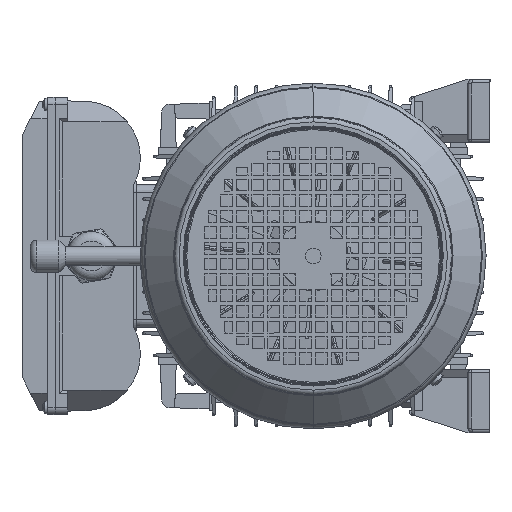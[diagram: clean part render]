
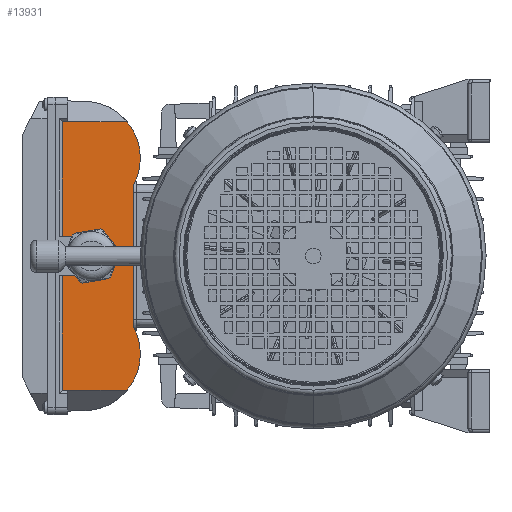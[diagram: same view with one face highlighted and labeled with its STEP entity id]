
A CAD part, left-side view. The second image highlights one B-rep face of the part: STEP entity #13931.
In plain terms, the highlighted face is planar.
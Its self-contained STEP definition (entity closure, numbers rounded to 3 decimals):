
#252 = LINE ( 'NONE', #115078, #101288 ) ;
#1833 = CARTESIAN_POINT ( 'NONE',  ( 12.5, 1.75, -68. ) ) ;
#3054 = CARTESIAN_POINT ( 'NONE',  ( 12.5, 20.25, -68. ) ) ;
#3889 = VERTEX_POINT ( 'NONE', #98934 ) ;
#4031 = DIRECTION ( 'NONE',  ( 1., 0., 0. ) ) ;
#4539 = ORIENTED_EDGE ( 'NONE', *, *, #113723, .F. ) ;
#8579 = DIRECTION ( 'NONE',  ( 0., 1., 0. ) ) ;
#9109 = ORIENTED_EDGE ( 'NONE', *, *, #12205, .T. ) ;
#9860 = ORIENTED_EDGE ( 'NONE', *, *, #69673, .T. ) ;
#10034 = EDGE_CURVE ( 'NONE', #27358, #25123, #79871, .T. ) ;
#10447 = CARTESIAN_POINT ( 'NONE',  ( -62., 6.75, -68. ) ) ;
#11622 = ORIENTED_EDGE ( 'NONE', *, *, #10034, .F. ) ;
#12205 = EDGE_CURVE ( 'NONE', #24588, #86815, #116223, .T. ) ;
#13363 = CIRCLE ( 'NONE', #81595, 12.5 ) ;
#13931 = ADVANCED_FACE ( 'NONE', ( #123556 ), #122671, .F. ) ;
#14144 = DIRECTION ( 'NONE',  ( 1., 0., 0. ) ) ;
#14961 = LINE ( 'NONE', #1833, #67348 ) ;
#17169 = DIRECTION ( 'NONE',  ( 0., 0., -1. ) ) ;
#17254 = CARTESIAN_POINT ( 'NONE',  ( 85.065, 16.75, -68. ) ) ;
#21042 = EDGE_CURVE ( 'NONE', #44718, #124132, #14961, .T. ) ;
#21309 = ORIENTED_EDGE ( 'NONE', *, *, #53876, .F. ) ;
#21798 = CARTESIAN_POINT ( 'NONE',  ( -85.065, -29.25, -68. ) ) ;
#22578 = VERTEX_POINT ( 'NONE', #23054 ) ;
#22604 = CARTESIAN_POINT ( 'NONE',  ( 85.065, 20.25, -68. ) ) ;
#23054 = CARTESIAN_POINT ( 'NONE',  ( -85.065, 16.75, -68. ) ) ;
#24588 = VERTEX_POINT ( 'NONE', #31643 ) ;
#25116 = CARTESIAN_POINT ( 'NONE',  ( 85.065, -20.891, -68. ) ) ;
#25123 = VERTEX_POINT ( 'NONE', #17254 ) ;
#26214 = DIRECTION ( 'NONE',  ( 1., 0., 0. ) ) ;
#27323 = DIRECTION ( 'NONE',  ( 0., 0., 1. ) ) ;
#27358 = VERTEX_POINT ( 'NONE', #25116 ) ;
#29250 = EDGE_CURVE ( 'NONE', #45411, #22578, #56772, .T. ) ;
#29987 = CARTESIAN_POINT ( 'NONE',  ( 44.572, -24.75, -68. ) ) ;
#30602 = DIRECTION ( 'NONE',  ( 0., 1., 0. ) ) ;
#31643 = CARTESIAN_POINT ( 'NONE',  ( -85.065, 20.25, -68. ) ) ;
#34413 = ORIENTED_EDGE ( 'NONE', *, *, #29250, .T. ) ;
#35567 = ORIENTED_EDGE ( 'NONE', *, *, #87082, .F. ) ;
#38101 = VECTOR ( 'NONE', #8579, 1000. ) ;
#38689 = VECTOR ( 'NONE', #90092, 1000. ) ;
#39361 = CARTESIAN_POINT ( 'NONE',  ( -44.572, -24.75, -68. ) ) ;
#40469 = CARTESIAN_POINT ( 'NONE',  ( 62., 6.75, -68. ) ) ;
#41516 = AXIS2_PLACEMENT_3D ( 'NONE', #40469, #27323, #14144 ) ;
#41533 = CARTESIAN_POINT ( 'NONE',  ( -85.065, -20.891, -68. ) ) ;
#43113 = VERTEX_POINT ( 'NONE', #22604 ) ;
#43472 = CARTESIAN_POINT ( 'NONE',  ( 0., 1.75, -68. ) ) ;
#43706 = CARTESIAN_POINT ( 'NONE',  ( -85.065, -45.25, -68. ) ) ;
#44208 = EDGE_LOOP ( 'NONE', ( #9109, #123917, #4539, #115989, #9860, #117628, #11622, #79560, #35567, #21309, #34413, #57595 ) ) ;
#44718 = VERTEX_POINT ( 'NONE', #3054 ) ;
#45197 = VERTEX_POINT ( 'NONE', #29987 ) ;
#45411 = VERTEX_POINT ( 'NONE', #41533 ) ;
#47852 = DIRECTION ( 'NONE',  ( 1., 0., 0. ) ) ;
#48196 = EDGE_CURVE ( 'NONE', #45197, #27358, #126111, .T. ) ;
#48792 = VECTOR ( 'NONE', #52066, 1000. ) ;
#52066 = DIRECTION ( 'NONE',  ( 0., -1., 0. ) ) ;
#53330 = CARTESIAN_POINT ( 'NONE',  ( -44.572, -24.75, -68. ) ) ;
#53715 = DIRECTION ( 'NONE',  ( 0., 1., 0. ) ) ;
#53876 = EDGE_CURVE ( 'NONE', #45411, #119397, #62967, .T. ) ;
#54199 = EDGE_CURVE ( 'NONE', #43113, #25123, #78197, .T. ) ;
#56772 = LINE ( 'NONE', #43706, #117415 ) ;
#57595 = ORIENTED_EDGE ( 'NONE', *, *, #103634, .T. ) ;
#60962 = CARTESIAN_POINT ( 'NONE',  ( -119.5, 20.25, -68. ) ) ;
#61100 = LINE ( 'NONE', #21798, #38101 ) ;
#62967 = CIRCLE ( 'NONE', #122932, 36. ) ;
#65119 = CARTESIAN_POINT ( 'NONE',  ( 85.065, -29.25, -68. ) ) ;
#65287 = CARTESIAN_POINT ( 'NONE',  ( 12.5, 1.75, -68. ) ) ;
#65482 = LINE ( 'NONE', #39361, #115423 ) ;
#66774 = CARTESIAN_POINT ( 'NONE',  ( 85.065, -45.25, -68. ) ) ;
#67348 = VECTOR ( 'NONE', #116656, 1000. ) ;
#69673 = EDGE_CURVE ( 'NONE', #44718, #43113, #73981, .T. ) ;
#73981 = LINE ( 'NONE', #60962, #121022 ) ;
#74062 = EDGE_CURVE ( 'NONE', #3889, #86815, #252, .T. ) ;
#78197 = LINE ( 'NONE', #65119, #48792 ) ;
#79560 = ORIENTED_EDGE ( 'NONE', *, *, #48196, .F. ) ;
#79871 = LINE ( 'NONE', #66774, #124939 ) ;
#81595 = AXIS2_PLACEMENT_3D ( 'NONE', #43472, #17169, #4031 ) ;
#83402 = DIRECTION ( 'NONE',  ( 1., 0., 0. ) ) ;
#86815 = VERTEX_POINT ( 'NONE', #118687 ) ;
#87082 = EDGE_CURVE ( 'NONE', #119397, #45197, #65482, .T. ) ;
#90092 = DIRECTION ( 'NONE',  ( 1., 0., 0. ) ) ;
#96502 = DIRECTION ( 'NONE',  ( 0., 0., 1. ) ) ;
#97211 = AXIS2_PLACEMENT_3D ( 'NONE', #109620, #96502, #83402 ) ;
#98934 = CARTESIAN_POINT ( 'NONE',  ( -12.5, 1.75, -68. ) ) ;
#101288 = VECTOR ( 'NONE', #102037, 1000. ) ;
#102037 = DIRECTION ( 'NONE',  ( 0., 1., 0. ) ) ;
#103155 = CARTESIAN_POINT ( 'NONE',  ( -119.5, 20.25, -68. ) ) ;
#103634 = EDGE_CURVE ( 'NONE', #22578, #24588, #61100, .T. ) ;
#109620 = CARTESIAN_POINT ( 'NONE',  ( -119.5, -29.25, -68. ) ) ;
#112164 = DIRECTION ( 'NONE',  ( 1., 0., 0. ) ) ;
#113723 = EDGE_CURVE ( 'NONE', #124132, #3889, #13363, .T. ) ;
#115078 = CARTESIAN_POINT ( 'NONE',  ( -12.5, 1.75, -68. ) ) ;
#115423 = VECTOR ( 'NONE', #26214, 1000. ) ;
#115989 = ORIENTED_EDGE ( 'NONE', *, *, #21042, .F. ) ;
#116223 = LINE ( 'NONE', #103155, #38689 ) ;
#116656 = DIRECTION ( 'NONE',  ( 0., -1., 0. ) ) ;
#117415 = VECTOR ( 'NONE', #30602, 1000. ) ;
#117628 = ORIENTED_EDGE ( 'NONE', *, *, #54199, .T. ) ;
#118687 = CARTESIAN_POINT ( 'NONE',  ( -12.5, 20.25, -68. ) ) ;
#119397 = VERTEX_POINT ( 'NONE', #53330 ) ;
#121022 = VECTOR ( 'NONE', #47852, 1000. ) ;
#122671 = PLANE ( 'NONE',  #97211 ) ;
#122932 = AXIS2_PLACEMENT_3D ( 'NONE', #10447, #125235, #112164 ) ;
#123556 = FACE_OUTER_BOUND ( 'NONE', #44208, .T. ) ;
#123917 = ORIENTED_EDGE ( 'NONE', *, *, #74062, .F. ) ;
#124132 = VERTEX_POINT ( 'NONE', #65287 ) ;
#124939 = VECTOR ( 'NONE', #53715, 1000. ) ;
#125235 = DIRECTION ( 'NONE',  ( 0., 0., 1. ) ) ;
#126111 = CIRCLE ( 'NONE', #41516, 36. ) ;
